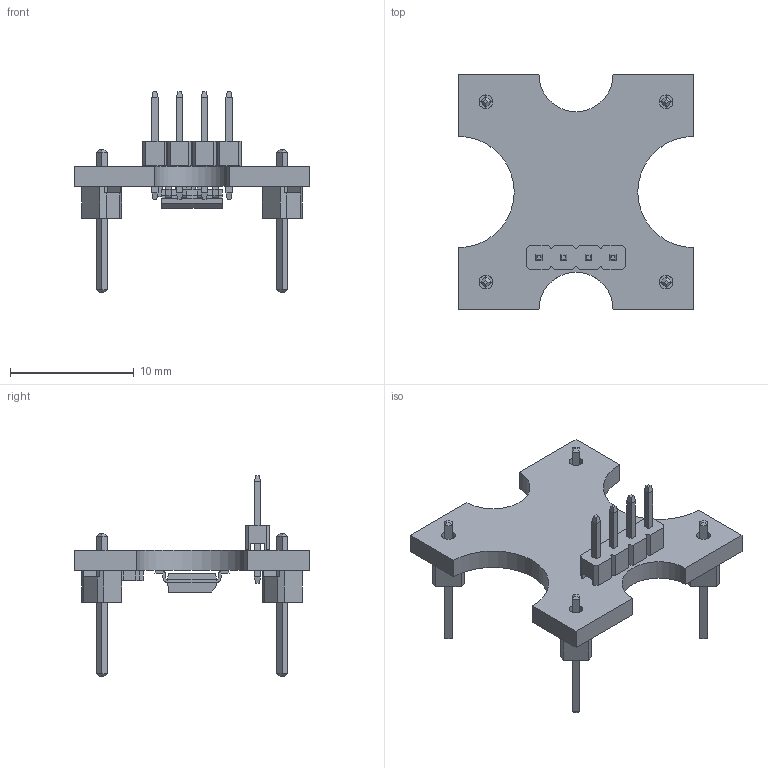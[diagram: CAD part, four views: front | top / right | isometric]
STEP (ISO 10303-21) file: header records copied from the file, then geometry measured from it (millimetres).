
FILE_DESCRIPTION(('Open CASCADE Model'),'2;1');
FILE_NAME('Open CASCADE Shape Model','2020-09-01T01:51:14',('Author'),( 'Open CASCADE'),'Open CASCADE STEP processor 6.8','Open CASCADE 6.8' ,'Unknown');
FILE_SCHEMA(('AUTOMOTIVE_DESIGN { 1 0 10303 214 1 1 1 1 }'));
Length unit declared in the file: millimetre
Products named in the file (19): PCB; Board; Open CASCADE STEP translator 6.8 1.1.1; C2; 0603_cap; P10; 62000411121; 6200xx11121_PIN; C1; U1; LT1054IS8#PBF; P9; 61300111121; 6130xx11121_PIN; P8; P7; P6
Assembly tree (25 placements, depth 4):
  PCB
    Board
      Open CASCADE STEP translator 6.8 1.1.1
    C2
      0603_cap
    P10
      62000411121
        62000411121
        6200xx11121_PIN  x4
    C1
      0603_cap
    U1
      LT1054IS8#PBF
    P9
      61300111121
        6130xx11121_PIN
        61300111121
    P8
      61300111121
        6130xx11121_PIN
        61300111121
    P7
      61300111121
        6130xx11121_PIN
        61300111121
    P6
      61300111121
        6130xx11121_PIN
        61300111121
Bounding box: 19 x 19 x 16.24 mm (x, y, z)
Volume: 559.7 mm3; surface area: 1251.6 mm2
Topology: 25 solids, 25 shells, 497 faces, 1189 edges, 710 vertices
Faces by surface type: plane 373, cylinder 92, sphere 32
Full cylindrical faces by diameter (mm): 0.8 x4, 1.1 x4
Entity records: 9569 total; most frequent: CARTESIAN_POINT 1546, DIRECTION 1543, ORIENTED_EDGE 1490, EDGE_CURVE 745, LINE 609, VECTOR 609, VERTEX_POINT 470, AXIS2_PLACEMENT_3D 467
